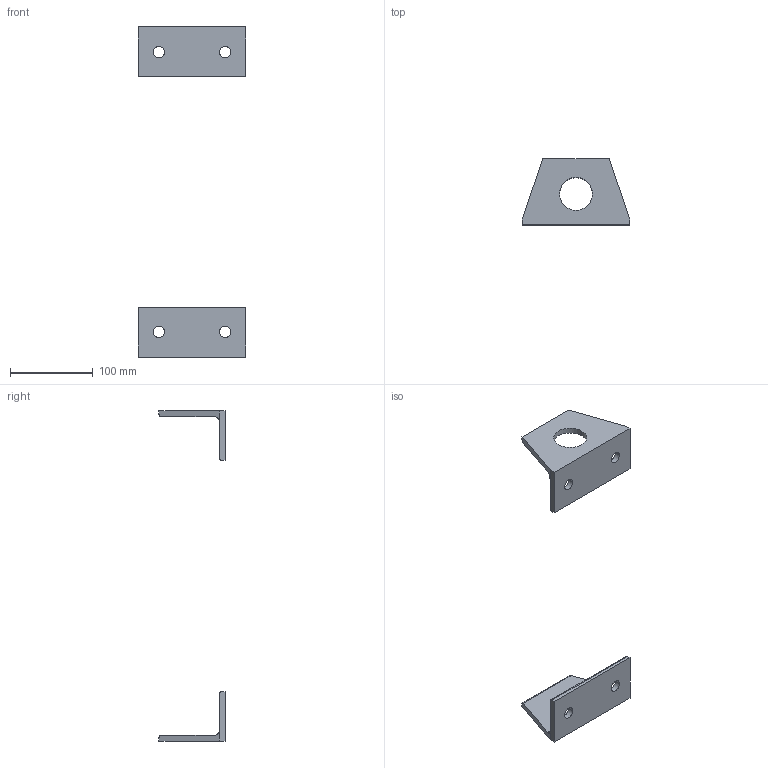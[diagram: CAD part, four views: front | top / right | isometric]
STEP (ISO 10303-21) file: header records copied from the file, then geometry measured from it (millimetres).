
FILE_DESCRIPTION((''),'2;1');
FILE_NAME('PBRL0002_ASM','2020-09-05T02:27:55',('SYSTEM'),(''),'CREO PARAMETRIC BY PTC INC, 2019030','CREO PARAMETRIC BY PTC INC, 2019030','');
FILE_SCHEMA(('CONFIG_CONTROL_DESIGN','SHAPE_APPEARANCE_LAYERS_GROUPS'));
Length unit declared in the file: millimetre
Products named in the file (2): 862068_001_PRT; PBRL0002_ASM
Assembly tree (2 placements, depth 2):
  PBRL0002_ASM
    862068_001_PRT  x2
Bounding box: 130 x 80 x 400 mm (x, y, z)
Volume: 195788.3 mm3; surface area: 64177.1 mm2
Topology: 2 solids, 2 shells, 38 faces, 98 edges, 64 vertices
Faces by surface type: plane 20, cylinder 18
Entity records: 716 total; most frequent: CARTESIAN_POINT 147, DIRECTION 105, ORIENTED_EDGE 98, EDGE_CURVE 49, AXIS2_PLACEMENT_3D 37, VERTEX_POINT 32, VECTOR 31, LINE 31
